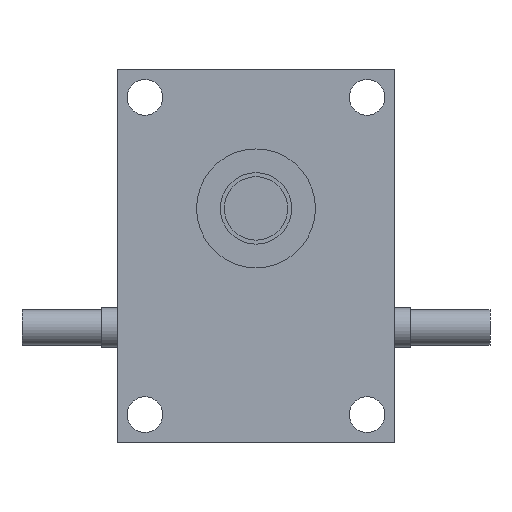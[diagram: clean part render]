
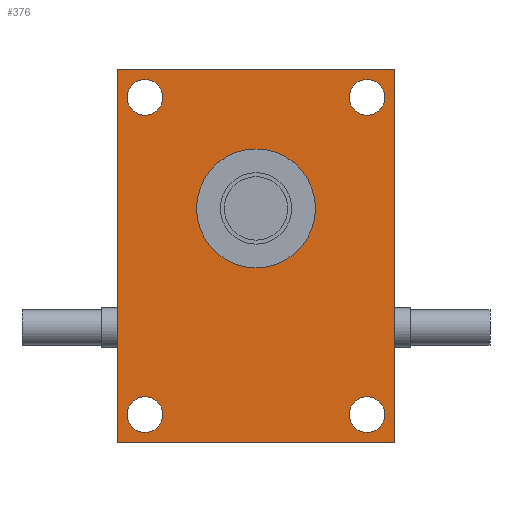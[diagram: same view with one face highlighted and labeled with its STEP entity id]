
A CAD part, front view. The second image highlights one B-rep face of the part: STEP entity #376.
In plain terms, the highlighted planar face has unit normal (0, -1, 0).
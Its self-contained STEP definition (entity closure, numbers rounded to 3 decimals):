
#376 = ADVANCED_FACE( '', ( #799, #800, #801, #802, #803, #804 ), #805, .F. );
#799 = FACE_BOUND( '', #1324, .T. );
#800 = FACE_BOUND( '', #1325, .T. );
#801 = FACE_BOUND( '', #1326, .T. );
#802 = FACE_BOUND( '', #1327, .T. );
#803 = FACE_BOUND( '', #1328, .T. );
#804 = FACE_OUTER_BOUND( '', #1329, .T. );
#805 = PLANE( '', #1330 );
#1324 = EDGE_LOOP( '', ( #2135 ) );
#1325 = EDGE_LOOP( '', ( #2136 ) );
#1326 = EDGE_LOOP( '', ( #2137 ) );
#1327 = EDGE_LOOP( '', ( #2138 ) );
#1328 = EDGE_LOOP( '', ( #2139 ) );
#1329 = EDGE_LOOP( '', ( #2140, #2141, #2142, #2143 ) );
#1330 = AXIS2_PLACEMENT_3D( '', #2144, #2145, #2146 );
#2135 = ORIENTED_EDGE( '', *, *, #3111, .T. );
#2136 = ORIENTED_EDGE( '', *, *, #3248, .T. );
#2137 = ORIENTED_EDGE( '', *, *, #3249, .T. );
#2138 = ORIENTED_EDGE( '', *, *, #3250, .T. );
#2139 = ORIENTED_EDGE( '', *, *, #3251, .T. );
#2140 = ORIENTED_EDGE( '', *, *, #3252, .T. );
#2141 = ORIENTED_EDGE( '', *, *, #3253, .F. );
#2142 = ORIENTED_EDGE( '', *, *, #3254, .F. );
#2143 = ORIENTED_EDGE( '', *, *, #3255, .T. );
#2144 = CARTESIAN_POINT( '', ( -35., -25., 47. ) );
#2145 = DIRECTION( '', ( 0., 1., 0. ) );
#2146 = DIRECTION( '', ( 0., 0., 1. ) );
#3111 = EDGE_CURVE( '', #3723, #3723, #3724, .T. );
#3248 = EDGE_CURVE( '', #3938, #3938, #3939, .T. );
#3249 = EDGE_CURVE( '', #3940, #3940, #3941, .T. );
#3250 = EDGE_CURVE( '', #3942, #3942, #3943, .T. );
#3251 = EDGE_CURVE( '', #3944, #3944, #3945, .T. );
#3252 = EDGE_CURVE( '', #3946, #3947, #3948, .T. );
#3253 = EDGE_CURVE( '', #3949, #3947, #3950, .T. );
#3254 = EDGE_CURVE( '', #3951, #3949, #3952, .T. );
#3255 = EDGE_CURVE( '', #3951, #3946, #3953, .T. );
#3723 = VERTEX_POINT( '', #4609 );
#3724 = CIRCLE( '', #4610, 4.5 );
#3938 = VERTEX_POINT( '', #4906 );
#3939 = CIRCLE( '', #4907, 4.5 );
#3940 = VERTEX_POINT( '', #4908 );
#3941 = CIRCLE( '', #4909, 4.5 );
#3942 = VERTEX_POINT( '', #4910 );
#3943 = CIRCLE( '', #4911, 4.5 );
#3944 = VERTEX_POINT( '', #4912 );
#3945 = CIRCLE( '', #4913, 15. );
#3946 = VERTEX_POINT( '', #4914 );
#3947 = VERTEX_POINT( '', #4915 );
#3948 = LINE( '', #4916, #4917 );
#3949 = VERTEX_POINT( '', #4918 );
#3950 = LINE( '', #4919, #4920 );
#3951 = VERTEX_POINT( '', #4921 );
#3952 = LINE( '', #4922, #4923 );
#3953 = LINE( '', #4924, #4925 );
#4609 = CARTESIAN_POINT( '', ( 32.5, -25., 40. ) );
#4610 = AXIS2_PLACEMENT_3D( '', #5495, #5496, #5497 );
#4906 = CARTESIAN_POINT( '', ( -23.5, -25., 40. ) );
#4907 = AXIS2_PLACEMENT_3D( '', #5643, #5644, #5645 );
#4908 = CARTESIAN_POINT( '', ( -23.5, -25., -40. ) );
#4909 = AXIS2_PLACEMENT_3D( '', #5646, #5647, #5648 );
#4910 = CARTESIAN_POINT( '', ( 32.5, -25., -40. ) );
#4911 = AXIS2_PLACEMENT_3D( '', #5649, #5650, #5651 );
#4912 = CARTESIAN_POINT( '', ( 15., -25., 12. ) );
#4913 = AXIS2_PLACEMENT_3D( '', #5652, #5653, #5654 );
#4914 = CARTESIAN_POINT( '', ( -35., -25., -47. ) );
#4915 = CARTESIAN_POINT( '', ( 35., -25., -47. ) );
#4916 = CARTESIAN_POINT( '', ( -35., -25., -47. ) );
#4917 = VECTOR( '', #5655, 1000. );
#4918 = CARTESIAN_POINT( '', ( 35., -25., 47. ) );
#4919 = CARTESIAN_POINT( '', ( 35., -25., 47. ) );
#4920 = VECTOR( '', #5656, 1000. );
#4921 = CARTESIAN_POINT( '', ( -35., -25., 47. ) );
#4922 = CARTESIAN_POINT( '', ( -35., -25., 47. ) );
#4923 = VECTOR( '', #5657, 1000. );
#4924 = CARTESIAN_POINT( '', ( -35., -25., 47. ) );
#4925 = VECTOR( '', #5658, 1000. );
#5495 = CARTESIAN_POINT( '', ( 28., -25., 40. ) );
#5496 = DIRECTION( '', ( 0., 1., 0. ) );
#5497 = DIRECTION( '', ( 1., 0., 0. ) );
#5643 = CARTESIAN_POINT( '', ( -28., -25., 40. ) );
#5644 = DIRECTION( '', ( 0., 1., 0. ) );
#5645 = DIRECTION( '', ( 1., 0., 0. ) );
#5646 = CARTESIAN_POINT( '', ( -28., -25., -40. ) );
#5647 = DIRECTION( '', ( 0., 1., 0. ) );
#5648 = DIRECTION( '', ( 1., 0., 0. ) );
#5649 = CARTESIAN_POINT( '', ( 28., -25., -40. ) );
#5650 = DIRECTION( '', ( 0., 1., 0. ) );
#5651 = DIRECTION( '', ( 1., 0., 0. ) );
#5652 = CARTESIAN_POINT( '', ( 0., -25., 12. ) );
#5653 = DIRECTION( '', ( 0., 1., 0. ) );
#5654 = DIRECTION( '', ( 1., 0., 0. ) );
#5655 = DIRECTION( '', ( 1., 0., 0. ) );
#5656 = DIRECTION( '', ( 0., 0., -1. ) );
#5657 = DIRECTION( '', ( 1., 0., 0. ) );
#5658 = DIRECTION( '', ( 0., 0., -1. ) );
